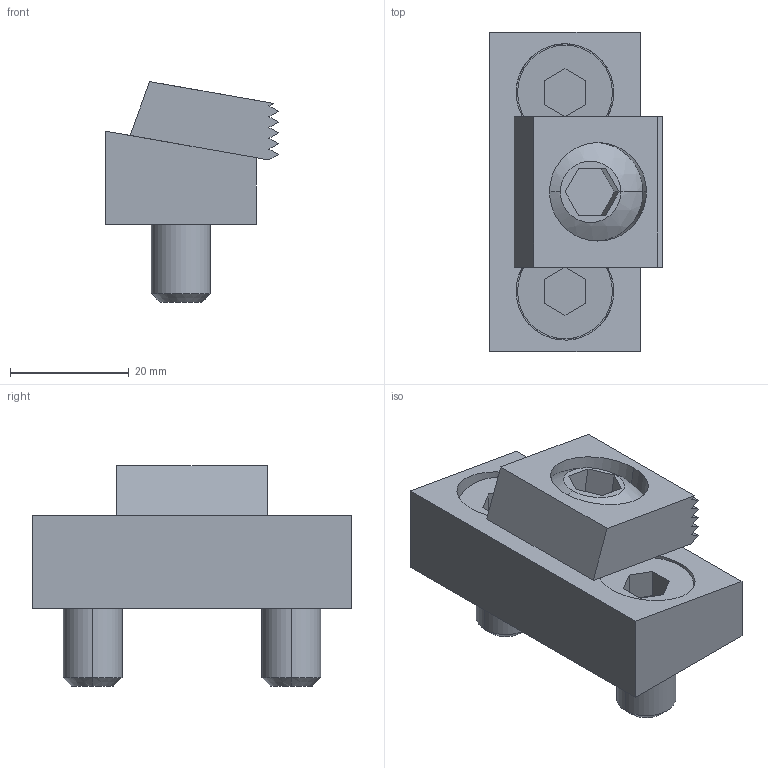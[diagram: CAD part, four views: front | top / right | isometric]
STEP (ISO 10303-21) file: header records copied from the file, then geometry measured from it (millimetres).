
FILE_DESCRIPTION (( 'STEP AP203' ), '1' );
FILE_NAME ('mbctc12.STEP', '2022-11-24T07:35:16', ( '' ), ( '' ), 'SwSTEP 2.0', 'SolidWorks 2020', '' );
FILE_SCHEMA (( 'CONFIG_CONTROL_DESIGN' ));
Length unit declared in the file: millimetre
Products named in the file (6): mbctc12; mbctc12_05; mbctc12_03; mbctc12_02; mbctc12_04; mbctc12_01
Assembly tree (5 placements, depth 2):
  mbctc12
    mbctc12_01
    mbctc12_02
    mbctc12_03
    mbctc12_04
    mbctc12_05
Bounding box: 29.13 x 53.85 x 37.27 mm (x, y, z)
Volume: 23959 mm3; surface area: 12596.5 mm2
Topology: 5 solids, 5 shells, 89 faces, 202 edges, 132 vertices
Faces by surface type: plane 55, cylinder 26, cone 6, sphere 2
Entity records: 3219 total; most frequent: CARTESIAN_POINT 538, DIRECTION 442, ORIENTED_EDGE 404, EDGE_CURVE 202, AXIS2_PLACEMENT_3D 151, VECTOR 140, LINE 140, VERTEX_POINT 132
